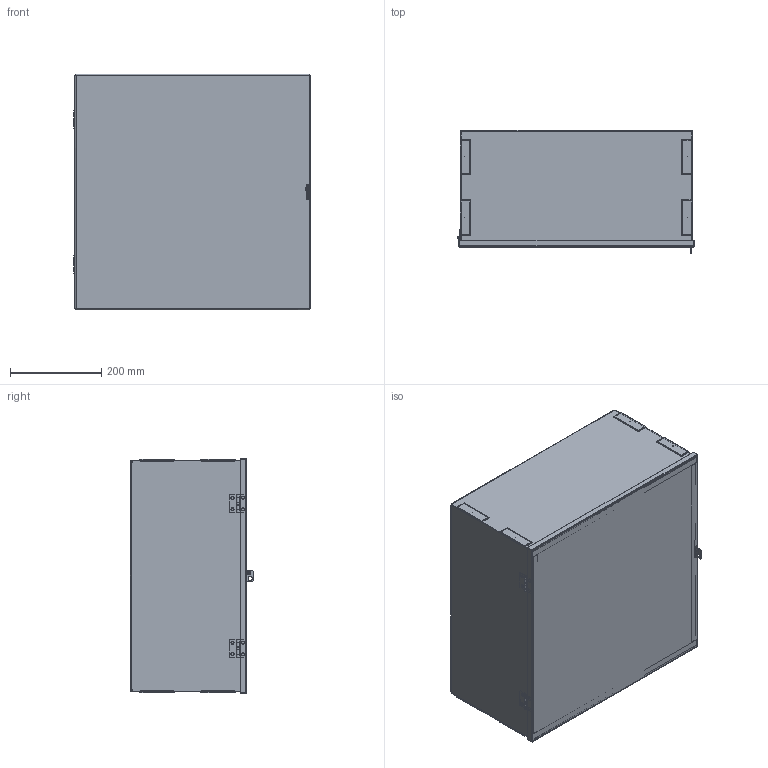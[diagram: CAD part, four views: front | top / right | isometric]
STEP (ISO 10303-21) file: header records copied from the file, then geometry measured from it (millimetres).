
FILE_DESCRIPTION( ( 'Unknown' ), '1' );
FILE_NAME( 'C202010.stp', 'Unknown', ( 'Unknown' ), ( 'Unknown' ), 'PSStep 16.0.42', 'Unknown', ' ' );
FILE_SCHEMA( ( 'AUTOMOTIVE_DESIGN { 1 0 10303 214 1 1 1 1 }' ) );
Length unit declared in the file: millimetre
Products named in the file (8): C202010_BOITIER_16ga; Penture C-01; PADLOCK C; C202010B_16ga; C2020_COUVERCLE_16ga; Penture C-02; C2020C_16ga; Assem1
Assembly tree (9 placements, depth 3):
  Assem1
    C2020_COUVERCLE_16ga
      Penture C-02  x2
      C2020C_16ga
    C202010_BOITIER_16ga
      Penture C-01  x2
      PADLOCK C
      C202010B_16ga
Bounding box: 518.73 x 270.49 x 515.82 mm (x, y, z)
Volume: 1678295.3 mm3; surface area: 2215190.6 mm2
Topology: 7 solids, 7 shells, 585 faces, 1537 edges, 978 vertices
Faces by surface type: plane 377, cylinder 161, bspline 22, cone 14, extrusion 7, torus 4
Full cylindrical faces by diameter (mm): 0.346 x1, 0.787 x4, 0.794 x4, 3.175 x1, 3.302 x1, 3.658 x1, 4.293 x1, 6.02 x8, 6.35 x4, 6.706 x1, 9.525 x1
Entity records: 20703 total; most frequent: CARTESIAN_POINT 3741, ORIENTED_EDGE 2628, DIRECTION 2495, EDGE_CURVE 1314, VECTOR 981, LINE 974, VERTEX_POINT 846, AXIS2_PLACEMENT_3D 757
